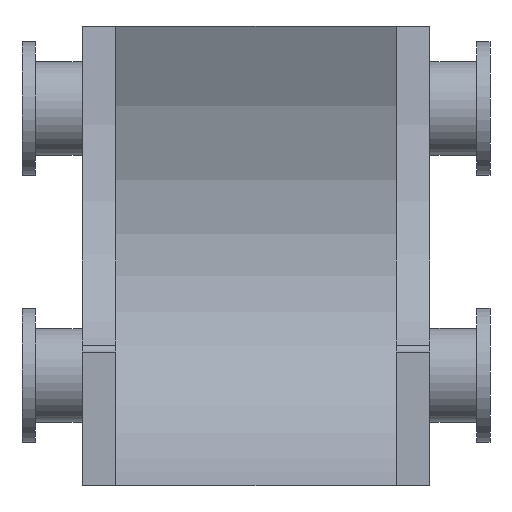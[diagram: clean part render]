
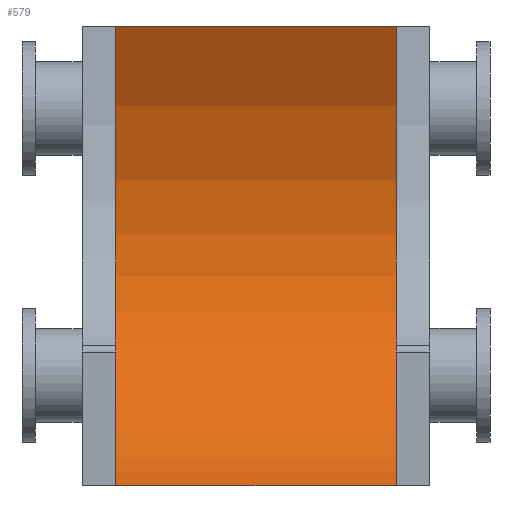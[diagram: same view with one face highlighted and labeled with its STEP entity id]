
A CAD part, front view. The second image highlights one B-rep face of the part: STEP entity #579.
In plain terms, the highlighted free-form (B-spline) face has degree [3, 1] with [4, 2] control points.
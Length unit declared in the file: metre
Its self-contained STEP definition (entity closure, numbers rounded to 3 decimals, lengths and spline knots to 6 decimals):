
#81=B_SPLINE_CURVE_WITH_KNOTS('',2,(#1008,#1009,#1010),.UNSPECIFIED.,.F.,
 .F.,(3,3),(0.,1.),.PIECEWISE_BEZIER_KNOTS.);
#82=B_SPLINE_CURVE_WITH_KNOTS('',2,(#1011,#1012,#1013),.UNSPECIFIED.,.F.,
 .F.,(3,3),(0.,1.),.PIECEWISE_BEZIER_KNOTS.);
#187=ORIENTED_EDGE('',*,*,#299,.T.);
#188=ORIENTED_EDGE('',*,*,#247,.F.);
#189=ORIENTED_EDGE('',*,*,#300,.F.);
#190=ORIENTED_EDGE('',*,*,#245,.F.);
#245=EDGE_CURVE('',#320,#315,#375,.F.);
#247=EDGE_CURVE('',#321,#323,#377,.T.);
#299=EDGE_CURVE('',#320,#323,#81,.T.);
#300=EDGE_CURVE('',#315,#321,#82,.T.);
#315=VERTEX_POINT('',#869);
#320=VERTEX_POINT('',#879);
#321=VERTEX_POINT('',#883);
#323=VERTEX_POINT('',#886);
#375=LINE('',#880,#415);
#377=LINE('',#885,#417);
#415=VECTOR('',#686,1.);
#417=VECTOR('',#690,1.);
#474=EDGE_LOOP('',(#187,#188,#189,#190));
#528=FACE_BOUND('',#474,.T.);
#557=B_SPLINE_SURFACE_WITH_KNOTS('',3,1,((#1000,#1001),(#1002,#1003),(#1004,
#1005),(#1006,#1007)),.SURF_OF_LINEAR_EXTRUSION.,.F.,.F.,.F.,(4,4),(2,2),
(0.007769,0.881481),(0.,1.),.PIECEWISE_BEZIER_KNOTS.);
#579=ADVANCED_FACE('',(#528),#557,.F.);
#686=DIRECTION('',(-1.,0.,0.));
#690=DIRECTION('',(-1.,0.,0.));
#869=CARTESIAN_POINT('',(-0.03,-0.006548,0.134108));
#879=CARTESIAN_POINT('',(-0.072,-0.006548,0.134108));
#880=CARTESIAN_POINT('',(-0.03,-0.006548,0.134108));
#883=CARTESIAN_POINT('',(-0.03,-0.024346,0.06536));
#885=CARTESIAN_POINT('',(-0.03,-0.024346,0.06536));
#886=CARTESIAN_POINT('',(-0.072,-0.024346,0.06536));
#1000=CARTESIAN_POINT('',(-0.03,-0.006548,0.134108));
#1001=CARTESIAN_POINT('',(-0.072,-0.006548,0.134108));
#1002=CARTESIAN_POINT('',(-0.03,0.010684,0.102228));
#1003=CARTESIAN_POINT('',(-0.072,0.010684,0.102228));
#1004=CARTESIAN_POINT('',(-0.03,0.004752,0.079312));
#1005=CARTESIAN_POINT('',(-0.072,0.004752,0.079312));
#1006=CARTESIAN_POINT('',(-0.03,-0.024346,0.06536));
#1007=CARTESIAN_POINT('',(-0.072,-0.024346,0.06536));
#1008=CARTESIAN_POINT('',(-0.072,-0.007013,0.134961));
#1009=CARTESIAN_POINT('',(-0.072,0.023279,0.079954));
#1010=CARTESIAN_POINT('',(-0.072,-0.037466,0.060177));
#1011=CARTESIAN_POINT('',(-0.03,-0.007013,0.134961));
#1012=CARTESIAN_POINT('',(-0.03,0.023279,0.079954));
#1013=CARTESIAN_POINT('',(-0.03,-0.037466,0.060177));
